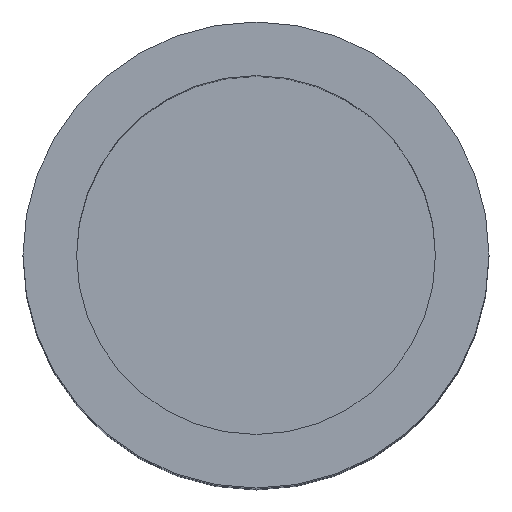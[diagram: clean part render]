
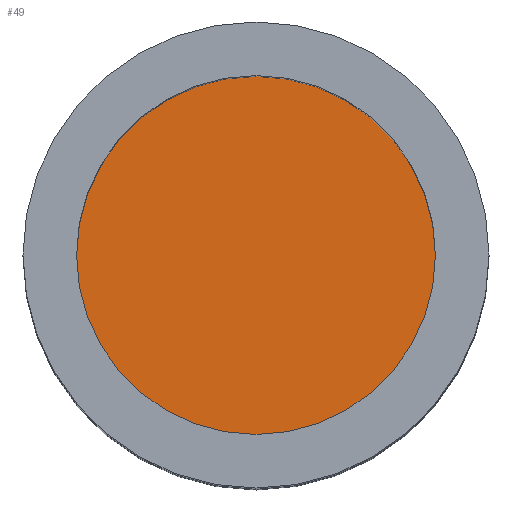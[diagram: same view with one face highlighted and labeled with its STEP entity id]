
A CAD part, top view. The second image highlights one B-rep face of the part: STEP entity #49.
In plain terms, the highlighted planar face has unit normal (0, 0, 1).
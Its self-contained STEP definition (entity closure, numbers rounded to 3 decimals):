
#49 = ADVANCED_FACE( '', ( #101 ), #102, .T. );
#101 = FACE_OUTER_BOUND( '', #150, .T. );
#102 = PLANE( '', #151 );
#150 = EDGE_LOOP( '', ( #207 ) );
#151 = AXIS2_PLACEMENT_3D( '', #208, #209, #210 );
#207 = ORIENTED_EDGE( '', *, *, #236, .F. );
#208 = CARTESIAN_POINT( '', ( 0., 0., -19.882 ) );
#209 = DIRECTION( '', ( 0., 0., 1. ) );
#210 = DIRECTION( '', ( -1., 0., 0. ) );
#236 = EDGE_CURVE( '', #261, #261, #262, .T. );
#261 = VERTEX_POINT( '', #292 );
#262 = CIRCLE( '', #293, 7.7 );
#292 = CARTESIAN_POINT( '', ( -7.7, 0., -19.882 ) );
#293 = AXIS2_PLACEMENT_3D( '', #324, #325, #326 );
#324 = CARTESIAN_POINT( '', ( 0., 0., -19.882 ) );
#325 = DIRECTION( '', ( 0., 0., -1. ) );
#326 = DIRECTION( '', ( -1., 0., 0. ) );
